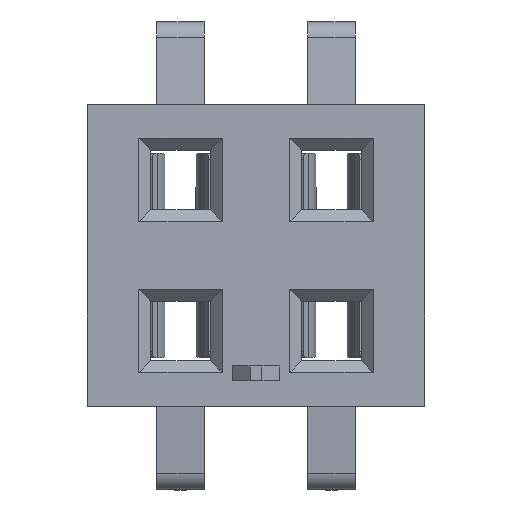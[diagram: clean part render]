
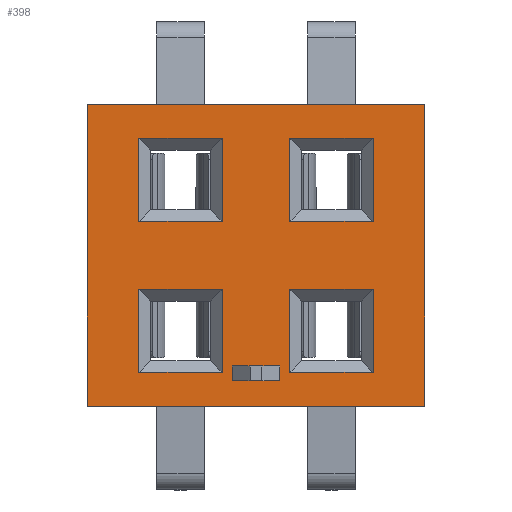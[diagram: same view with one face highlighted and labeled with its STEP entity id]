
A CAD part, top view. The second image highlights one B-rep face of the part: STEP entity #398.
In plain terms, the highlighted planar face has unit normal (0, 0, 1).
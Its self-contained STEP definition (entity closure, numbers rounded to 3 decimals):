
#398 = ADVANCED_FACE( '', ( #814, #815, #816, #817, #818 ), #819, .F. );
#814 = FACE_BOUND( '', #1250, .T. );
#815 = FACE_BOUND( '', #1251, .T. );
#816 = FACE_BOUND( '', #1252, .T. );
#817 = FACE_BOUND( '', #1253, .T. );
#818 = FACE_OUTER_BOUND( '', #1254, .T. );
#819 = PLANE( '', #1255 );
#1250 = EDGE_LOOP( '', ( #2388, #2389, #2390, #2391 ) );
#1251 = EDGE_LOOP( '', ( #2392, #2393, #2394, #2395 ) );
#1252 = EDGE_LOOP( '', ( #2396, #2397, #2398, #2399 ) );
#1253 = EDGE_LOOP( '', ( #2400, #2401, #2402, #2403 ) );
#1254 = EDGE_LOOP( '', ( #2404, #2405, #2406, #2407 ) );
#1255 = AXIS2_PLACEMENT_3D( '', #2408, #2409, #2410 );
#2388 = ORIENTED_EDGE( '', *, *, #2806, .T. );
#2389 = ORIENTED_EDGE( '', *, *, #2739, .T. );
#2390 = ORIENTED_EDGE( '', *, *, #2860, .T. );
#2391 = ORIENTED_EDGE( '', *, *, #3063, .T. );
#2392 = ORIENTED_EDGE( '', *, *, #2918, .T. );
#2393 = ORIENTED_EDGE( '', *, *, #2840, .T. );
#2394 = ORIENTED_EDGE( '', *, *, #3066, .T. );
#2395 = ORIENTED_EDGE( '', *, *, #3041, .T. );
#2396 = ORIENTED_EDGE( '', *, *, #3067, .T. );
#2397 = ORIENTED_EDGE( '', *, *, #3026, .T. );
#2398 = ORIENTED_EDGE( '', *, *, #3007, .T. );
#2399 = ORIENTED_EDGE( '', *, *, #2971, .T. );
#2400 = ORIENTED_EDGE( '', *, *, #2925, .T. );
#2401 = ORIENTED_EDGE( '', *, *, #3060, .T. );
#2402 = ORIENTED_EDGE( '', *, *, #2993, .T. );
#2403 = ORIENTED_EDGE( '', *, *, #3068, .T. );
#2404 = ORIENTED_EDGE( '', *, *, #3016, .T. );
#2405 = ORIENTED_EDGE( '', *, *, #2909, .F. );
#2406 = ORIENTED_EDGE( '', *, *, #3069, .F. );
#2407 = ORIENTED_EDGE( '', *, *, #3051, .T. );
#2408 = CARTESIAN_POINT( '', ( 2.84, 2.54, 2.5 ) );
#2409 = DIRECTION( '', ( 0., 0., -1. ) );
#2410 = DIRECTION( '', ( -1., 0., 0. ) );
#2739 = EDGE_CURVE( '', #3342, #3340, #3343, .T. );
#2806 = EDGE_CURVE( '', #3444, #3342, #3446, .T. );
#2840 = EDGE_CURVE( '', #3495, #3493, #3496, .T. );
#2860 = EDGE_CURVE( '', #3340, #3521, #3523, .T. );
#2909 = EDGE_CURVE( '', #3587, #3581, #3589, .T. );
#2918 = EDGE_CURVE( '', #3598, #3495, #3602, .T. );
#2925 = EDGE_CURVE( '', #3608, #3610, #3612, .T. );
#2971 = EDGE_CURVE( '', #3669, #3666, #3670, .T. );
#2993 = EDGE_CURVE( '', #3701, #3699, #3702, .T. );
#3007 = EDGE_CURVE( '', #3719, #3669, #3720, .T. );
#3016 = EDGE_CURVE( '', #3730, #3581, #3731, .T. );
#3026 = EDGE_CURVE( '', #3743, #3719, #3744, .T. );
#3041 = EDGE_CURVE( '', #3760, #3598, #3761, .T. );
#3051 = EDGE_CURVE( '', #3772, #3730, #3775, .T. );
#3060 = EDGE_CURVE( '', #3610, #3701, #3784, .T. );
#3063 = EDGE_CURVE( '', #3521, #3444, #3787, .T. );
#3066 = EDGE_CURVE( '', #3493, #3760, #3790, .T. );
#3067 = EDGE_CURVE( '', #3666, #3743, #3791, .T. );
#3068 = EDGE_CURVE( '', #3699, #3608, #3792, .T. );
#3069 = EDGE_CURVE( '', #3772, #3587, #3793, .T. );
#3340 = VERTEX_POINT( '', #4177 );
#3342 = VERTEX_POINT( '', #4180 );
#3343 = LINE( '', #4181, #4182 );
#3444 = VERTEX_POINT( '', #4322 );
#3446 = LINE( '', #4325, #4326 );
#3493 = VERTEX_POINT( '', #4404 );
#3495 = VERTEX_POINT( '', #4407 );
#3496 = LINE( '', #4408, #4409 );
#3521 = VERTEX_POINT( '', #4445 );
#3523 = LINE( '', #4448, #4449 );
#3581 = VERTEX_POINT( '', #4538 );
#3587 = VERTEX_POINT( '', #4547 );
#3589 = LINE( '', #4550, #4551 );
#3598 = VERTEX_POINT( '', #4562 );
#3602 = LINE( '', #4568, #4569 );
#3608 = VERTEX_POINT( '', #4577 );
#3610 = VERTEX_POINT( '', #4580 );
#3612 = LINE( '', #4583, #4584 );
#3666 = VERTEX_POINT( '', #4665 );
#3669 = VERTEX_POINT( '', #4669 );
#3670 = LINE( '', #4670, #4671 );
#3699 = VERTEX_POINT( '', #4711 );
#3701 = VERTEX_POINT( '', #4714 );
#3702 = LINE( '', #4715, #4716 );
#3719 = VERTEX_POINT( '', #4745 );
#3720 = LINE( '', #4746, #4747 );
#3730 = VERTEX_POINT( '', #4761 );
#3731 = LINE( '', #4762, #4763 );
#3743 = VERTEX_POINT( '', #4781 );
#3744 = LINE( '', #4782, #4783 );
#3760 = VERTEX_POINT( '', #4806 );
#3761 = LINE( '', #4807, #4808 );
#3772 = VERTEX_POINT( '', #4823 );
#3775 = LINE( '', #4828, #4829 );
#3784 = LINE( '', #4842, #4843 );
#3787 = LINE( '', #4846, #4847 );
#3790 = LINE( '', #4850, #4851 );
#3791 = LINE( '', #4852, #4853 );
#3792 = LINE( '', #4854, #4855 );
#3793 = LINE( '', #4856, #4857 );
#4177 = CARTESIAN_POINT( '', ( 0.57, -1.97, 2.5 ) );
#4180 = CARTESIAN_POINT( '', ( 1.97, -1.97, 2.5 ) );
#4181 = CARTESIAN_POINT( '', ( 2.84, -1.97, 2.5 ) );
#4182 = VECTOR( '', #5032, 1000. );
#4322 = CARTESIAN_POINT( '', ( 1.97, -0.57, 2.5 ) );
#4325 = CARTESIAN_POINT( '', ( 1.97, 2.54, 2.5 ) );
#4326 = VECTOR( '', #5109, 1000. );
#4404 = CARTESIAN_POINT( '', ( -1.97, -1.97, 2.5 ) );
#4407 = CARTESIAN_POINT( '', ( -0.57, -1.97, 2.5 ) );
#4408 = CARTESIAN_POINT( '', ( 2.84, -1.97, 2.5 ) );
#4409 = VECTOR( '', #5139, 1000. );
#4445 = CARTESIAN_POINT( '', ( 0.57, -0.57, 2.5 ) );
#4448 = CARTESIAN_POINT( '', ( 0.57, 2.54, 2.5 ) );
#4449 = VECTOR( '', #5161, 1000. );
#4538 = CARTESIAN_POINT( '', ( -2.84, -2.54, 2.5 ) );
#4547 = CARTESIAN_POINT( '', ( 2.84, -2.54, 2.5 ) );
#4550 = CARTESIAN_POINT( '', ( 2.84, -2.54, 2.5 ) );
#4551 = VECTOR( '', #5206, 1000. );
#4562 = CARTESIAN_POINT( '', ( -0.57, -0.57, 2.5 ) );
#4568 = CARTESIAN_POINT( '', ( -0.57, 2.54, 2.5 ) );
#4569 = VECTOR( '', #5214, 1000. );
#4577 = CARTESIAN_POINT( '', ( -1.97, 1.97, 2.5 ) );
#4580 = CARTESIAN_POINT( '', ( -0.57, 1.97, 2.5 ) );
#4583 = CARTESIAN_POINT( '', ( 2.84, 1.97, 2.5 ) );
#4584 = VECTOR( '', #5219, 1000. );
#4665 = CARTESIAN_POINT( '', ( 0.57, 1.97, 2.5 ) );
#4669 = CARTESIAN_POINT( '', ( 0.57, 0.57, 2.5 ) );
#4670 = CARTESIAN_POINT( '', ( 0.57, 2.54, 2.5 ) );
#4671 = VECTOR( '', #5265, 1000. );
#4711 = CARTESIAN_POINT( '', ( -1.97, 0.57, 2.5 ) );
#4714 = CARTESIAN_POINT( '', ( -0.57, 0.57, 2.5 ) );
#4715 = CARTESIAN_POINT( '', ( 2.84, 0.57, 2.5 ) );
#4716 = VECTOR( '', #5287, 1000. );
#4745 = CARTESIAN_POINT( '', ( 1.97, 0.57, 2.5 ) );
#4746 = CARTESIAN_POINT( '', ( 2.84, 0.57, 2.5 ) );
#4747 = VECTOR( '', #5297, 1000. );
#4761 = CARTESIAN_POINT( '', ( -2.84, 2.54, 2.5 ) );
#4762 = CARTESIAN_POINT( '', ( -2.84, 2.54, 2.5 ) );
#4763 = VECTOR( '', #5305, 1000. );
#4781 = CARTESIAN_POINT( '', ( 1.97, 1.97, 2.5 ) );
#4782 = CARTESIAN_POINT( '', ( 1.97, 2.54, 2.5 ) );
#4783 = VECTOR( '', #5312, 1000. );
#4806 = CARTESIAN_POINT( '', ( -1.97, -0.57, 2.5 ) );
#4807 = CARTESIAN_POINT( '', ( 2.84, -0.57, 2.5 ) );
#4808 = VECTOR( '', #5320, 1000. );
#4823 = CARTESIAN_POINT( '', ( 2.84, 2.54, 2.5 ) );
#4828 = CARTESIAN_POINT( '', ( 2.84, 2.54, 2.5 ) );
#4829 = VECTOR( '', #5330, 1000. );
#4842 = CARTESIAN_POINT( '', ( -0.57, 2.54, 2.5 ) );
#4843 = VECTOR( '', #5335, 1000. );
#4846 = CARTESIAN_POINT( '', ( 2.84, -0.57, 2.5 ) );
#4847 = VECTOR( '', #5336, 1000. );
#4850 = CARTESIAN_POINT( '', ( -1.97, 2.54, 2.5 ) );
#4851 = VECTOR( '', #5337, 1000. );
#4852 = CARTESIAN_POINT( '', ( 2.84, 1.97, 2.5 ) );
#4853 = VECTOR( '', #5338, 1000. );
#4854 = CARTESIAN_POINT( '', ( -1.97, 2.54, 2.5 ) );
#4855 = VECTOR( '', #5339, 1000. );
#4856 = CARTESIAN_POINT( '', ( 2.84, 2.54, 2.5 ) );
#4857 = VECTOR( '', #5340, 1000. );
#5032 = DIRECTION( '', ( -1., 0., 0. ) );
#5109 = DIRECTION( '', ( 0., -1., 0. ) );
#5139 = DIRECTION( '', ( -1., 0., 0. ) );
#5161 = DIRECTION( '', ( 0., 1., 0. ) );
#5206 = DIRECTION( '', ( -1., 0., 0. ) );
#5214 = DIRECTION( '', ( 0., -1., 0. ) );
#5219 = DIRECTION( '', ( 1., 0., 0. ) );
#5265 = DIRECTION( '', ( 0., 1., 0. ) );
#5287 = DIRECTION( '', ( -1., 0., 0. ) );
#5297 = DIRECTION( '', ( -1., 0., 0. ) );
#5305 = DIRECTION( '', ( 0., -1., 0. ) );
#5312 = DIRECTION( '', ( 0., -1., 0. ) );
#5320 = DIRECTION( '', ( 1., 0., 0. ) );
#5330 = DIRECTION( '', ( -1., 0., 0. ) );
#5335 = DIRECTION( '', ( 0., -1., 0. ) );
#5336 = DIRECTION( '', ( 1., 0., 0. ) );
#5337 = DIRECTION( '', ( 0., 1., 0. ) );
#5338 = DIRECTION( '', ( 1., 0., 0. ) );
#5339 = DIRECTION( '', ( 0., 1., 0. ) );
#5340 = DIRECTION( '', ( 0., -1., 0. ) );
